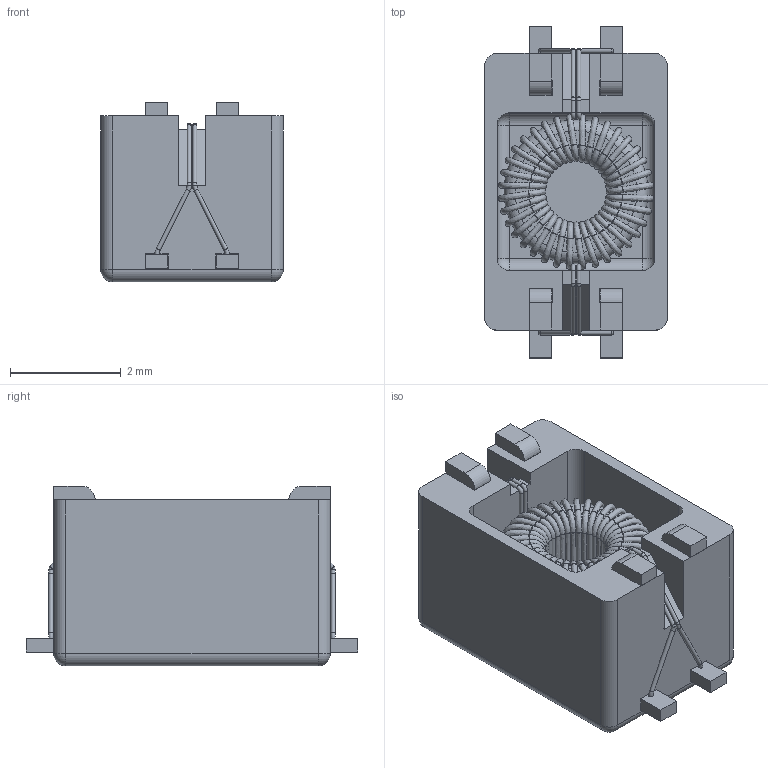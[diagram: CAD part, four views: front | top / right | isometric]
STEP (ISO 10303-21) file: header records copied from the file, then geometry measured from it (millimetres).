
FILE_DESCRIPTION( ( 'Unknown' ), '1' );
FILE_NAME( '744242101.stp', 'Unknown', ( 'Unknown' ), ( 'Unknown' ), 'XStep 1.0', 'Unknown', ' ' );
FILE_SCHEMA( ( 'automotive_design' ) );
Length unit declared in the file: millimetre
Products named in the file (2): 1; 2
Bounding box: 3.3 x 6 x 3.25 mm (x, y, z)
Volume: 36.5 mm3; surface area: 216.6 mm2
Topology: 2 solids, 2 shells, 878 faces, 2428 edges, 1465 vertices
Faces by surface type: bspline 396, plane 179, torus 164, cylinder 129, sphere 8, extrusion 2
Full cylindrical faces by diameter (mm): 0.08 x16, 0.7 x1
Entity records: 59189 total; most frequent: CARTESIAN_POINT 32954, ORIENTED_EDGE 4716, DIRECTION 3222, EDGE_CURVE 2358, VERTEX_POINT 1450, AXIS2_PLACEMENT_3D 1364, B_SPLINE_CURVE_WITH_KNOTS 986, EDGE_LOOP 926
